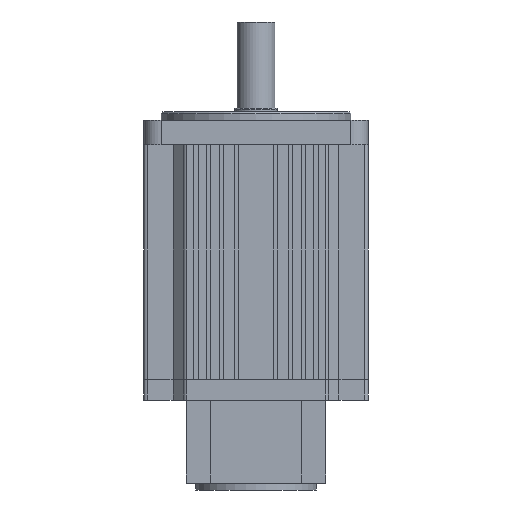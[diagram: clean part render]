
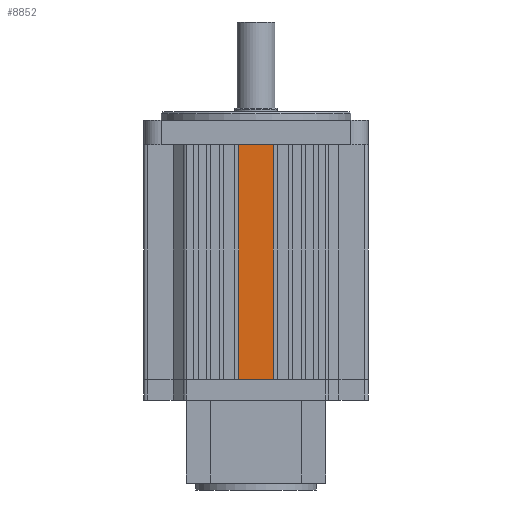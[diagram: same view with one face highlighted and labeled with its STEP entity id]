
A CAD part, front view. The second image highlights one B-rep face of the part: STEP entity #8852.
In plain terms, the highlighted planar face has unit normal (0, -1, 0).
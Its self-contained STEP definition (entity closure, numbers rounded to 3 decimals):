
#54 = CARTESIAN_POINT ( 'NONE',  ( 25., 0., 0. ) ) ;
#450 = VERTEX_POINT ( 'NONE', #5994 ) ;
#1398 = LINE ( 'NONE', #8525, #8243 ) ;
#1690 = ORIENTED_EDGE ( 'NONE', *, *, #8598, .F. ) ;
#2094 = VERTEX_POINT ( 'NONE', #15421 ) ;
#3297 = DIRECTION ( 'NONE',  ( 1., 0., 0. ) ) ;
#3577 = EDGE_CURVE ( 'NONE', #14422, #14692, #5485, .T. ) ;
#4698 = DIRECTION ( 'NONE',  ( 0., -1., 0. ) ) ;
#4953 = ORIENTED_EDGE ( 'NONE', *, *, #16369, .T. ) ;
#5485 = LINE ( 'NONE', #9627, #9741 ) ;
#5774 = VECTOR ( 'NONE', #14299, 1000. ) ;
#5994 = CARTESIAN_POINT ( 'NONE',  ( 74.886, 0., 0. ) ) ;
#6296 = ORIENTED_EDGE ( 'NONE', *, *, #3577, .T. ) ;
#7300 = EDGE_LOOP ( 'NONE', ( #6296, #4953, #15091, #1690 ) ) ;
#7365 = DIRECTION ( 'NONE',  ( 0., 0., -1. ) ) ;
#7462 = VECTOR ( 'NONE', #7365, 1000. ) ;
#8243 = VECTOR ( 'NONE', #3297, 1000. ) ;
#8525 = CARTESIAN_POINT ( 'NONE',  ( 25., 0., -136. ) ) ;
#8540 = PLANE ( 'NONE',  #11096 ) ;
#8598 = EDGE_CURVE ( 'NONE', #14422, #450, #9237, .T. ) ;
#8852 = ADVANCED_FACE ( 'NONE', ( #14529 ), #8540, .T. ) ;
#9237 = LINE ( 'NONE', #54, #5774 ) ;
#9627 = CARTESIAN_POINT ( 'NONE',  ( 55.114, 0., -136. ) ) ;
#9741 = VECTOR ( 'NONE', #14857, 1000. ) ;
#10920 = DIRECTION ( 'NONE',  ( 0., 0., -1. ) ) ;
#11096 = AXIS2_PLACEMENT_3D ( 'NONE', #13583, #4698, #10920 ) ;
#11304 = LINE ( 'NONE', #12499, #7462 ) ;
#12499 = CARTESIAN_POINT ( 'NONE',  ( 74.886, 0., -136. ) ) ;
#13348 = CARTESIAN_POINT ( 'NONE',  ( 55.114, 0., 0. ) ) ;
#13583 = CARTESIAN_POINT ( 'NONE',  ( 25., 0., -136. ) ) ;
#14299 = DIRECTION ( 'NONE',  ( 1., 0., 0. ) ) ;
#14422 = VERTEX_POINT ( 'NONE', #13348 ) ;
#14529 = FACE_OUTER_BOUND ( 'NONE', #7300, .T. ) ;
#14692 = VERTEX_POINT ( 'NONE', #15175 ) ;
#14857 = DIRECTION ( 'NONE',  ( 0., 0., -1. ) ) ;
#15091 = ORIENTED_EDGE ( 'NONE', *, *, #15926, .F. ) ;
#15175 = CARTESIAN_POINT ( 'NONE',  ( 55.114, 0., -136. ) ) ;
#15421 = CARTESIAN_POINT ( 'NONE',  ( 74.886, 0., -136. ) ) ;
#15926 = EDGE_CURVE ( 'NONE', #450, #2094, #11304, .T. ) ;
#16369 = EDGE_CURVE ( 'NONE', #14692, #2094, #1398, .T. ) ;
